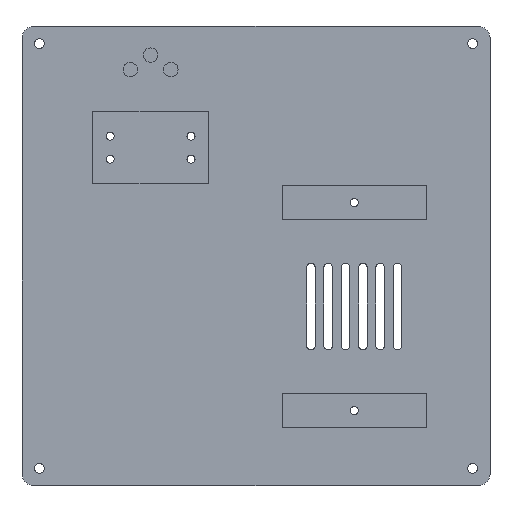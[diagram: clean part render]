
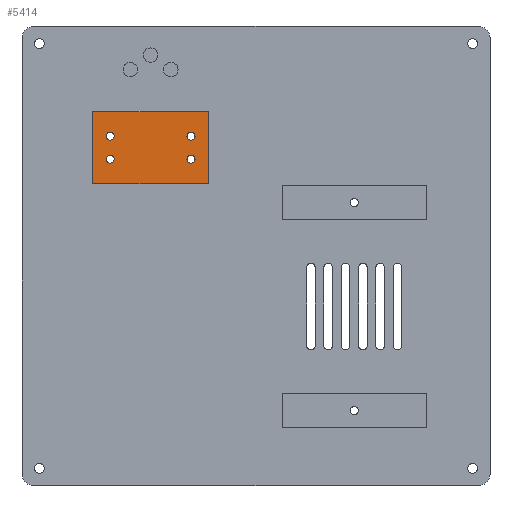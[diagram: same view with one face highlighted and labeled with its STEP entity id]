
A CAD part, top view. The second image highlights one B-rep face of the part: STEP entity #5414.
In plain terms, the highlighted planar face has unit normal (0, 0, 1).
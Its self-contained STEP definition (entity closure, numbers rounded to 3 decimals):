
#1348 = CYLINDRICAL_SURFACE('',#1349,1.4);
#1349 = AXIS2_PLACEMENT_3D('',#1350,#1351,#1352);
#1350 = CARTESIAN_POINT('',(-50.5,33.5,0.));
#1351 = DIRECTION('',(0.,0.,1.));
#1352 = DIRECTION('',(1.,0.,0.));
#1379 = CYLINDRICAL_SURFACE('',#1380,1.4);
#1380 = AXIS2_PLACEMENT_3D('',#1381,#1382,#1383);
#1381 = CARTESIAN_POINT('',(-22.5,33.5,0.));
#1382 = DIRECTION('',(0.,0.,1.));
#1383 = DIRECTION('',(1.,0.,0.));
#1410 = CYLINDRICAL_SURFACE('',#1411,1.4);
#1411 = AXIS2_PLACEMENT_3D('',#1412,#1413,#1414);
#1412 = CARTESIAN_POINT('',(-50.5,41.5,0.));
#1413 = DIRECTION('',(0.,0.,1.));
#1414 = DIRECTION('',(1.,0.,0.));
#1503 = CYLINDRICAL_SURFACE('',#1504,1.4);
#1504 = AXIS2_PLACEMENT_3D('',#1505,#1506,#1507);
#1505 = CARTESIAN_POINT('',(-22.5,41.5,0.));
#1506 = DIRECTION('',(0.,0.,1.));
#1507 = DIRECTION('',(1.,0.,0.));
#2549 = PLANE('',#2550);
#2550 = AXIS2_PLACEMENT_3D('',#2551,#2552,#2553);
#2551 = CARTESIAN_POINT('',(-56.5,25.,5.));
#2552 = DIRECTION('',(1.,0.,0.));
#2553 = DIRECTION('',(0.,0.,1.));
#2577 = PLANE('',#2578);
#2578 = AXIS2_PLACEMENT_3D('',#2579,#2580,#2581);
#2579 = CARTESIAN_POINT('',(-56.5,50.,5.));
#2580 = DIRECTION('',(0.,1.,0.));
#2581 = DIRECTION('',(0.,0.,1.));
#2605 = PLANE('',#2606);
#2606 = AXIS2_PLACEMENT_3D('',#2607,#2608,#2609);
#2607 = CARTESIAN_POINT('',(-16.5,25.,5.));
#2608 = DIRECTION('',(1.,0.,0.));
#2609 = DIRECTION('',(0.,0.,1.));
#2631 = PLANE('',#2632);
#2632 = AXIS2_PLACEMENT_3D('',#2633,#2634,#2635);
#2633 = CARTESIAN_POINT('',(-56.5,25.,5.));
#2634 = DIRECTION('',(0.,1.,0.));
#2635 = DIRECTION('',(0.,0.,1.));
#3953 = EDGE_CURVE('',#3954,#3954,#3956,.T.);
#3954 = VERTEX_POINT('',#3955);
#3955 = CARTESIAN_POINT('',(-49.1,33.5,10.));
#3956 = SURFACE_CURVE('',#3957,(#3962,#3969),.PCURVE_S1.);
#3957 = CIRCLE('',#3958,1.4);
#3958 = AXIS2_PLACEMENT_3D('',#3959,#3960,#3961);
#3959 = CARTESIAN_POINT('',(-50.5,33.5,10.));
#3960 = DIRECTION('',(0.,0.,1.));
#3961 = DIRECTION('',(1.,0.,-0.));
#3962 = PCURVE('',#1348,#3963);
#3963 = DEFINITIONAL_REPRESENTATION('',(#3964),#3968);
#3964 = LINE('',#3965,#3966);
#3965 = CARTESIAN_POINT('',(0.,10.));
#3966 = VECTOR('',#3967,1.);
#3967 = DIRECTION('',(1.,0.));
#3968 = ( GEOMETRIC_REPRESENTATION_CONTEXT(2) 
PARAMETRIC_REPRESENTATION_CONTEXT() REPRESENTATION_CONTEXT('2D SPACE',''
  ) );
#3969 = PCURVE('',#3970,#3975);
#3970 = PLANE('',#3971);
#3971 = AXIS2_PLACEMENT_3D('',#3972,#3973,#3974);
#3972 = CARTESIAN_POINT('',(-56.5,25.,10.));
#3973 = DIRECTION('',(0.,0.,1.));
#3974 = DIRECTION('',(1.,0.,0.));
#3975 = DEFINITIONAL_REPRESENTATION('',(#3976),#3980);
#3976 = CIRCLE('',#3977,1.4);
#3977 = AXIS2_PLACEMENT_2D('',#3978,#3979);
#3978 = CARTESIAN_POINT('',(6.,8.5));
#3979 = DIRECTION('',(1.,0.));
#3980 = ( GEOMETRIC_REPRESENTATION_CONTEXT(2) 
PARAMETRIC_REPRESENTATION_CONTEXT() REPRESENTATION_CONTEXT('2D SPACE',''
  ) );
#4008 = EDGE_CURVE('',#4009,#4009,#4011,.T.);
#4009 = VERTEX_POINT('',#4010);
#4010 = CARTESIAN_POINT('',(-21.1,33.5,10.));
#4011 = SURFACE_CURVE('',#4012,(#4017,#4024),.PCURVE_S1.);
#4012 = CIRCLE('',#4013,1.4);
#4013 = AXIS2_PLACEMENT_3D('',#4014,#4015,#4016);
#4014 = CARTESIAN_POINT('',(-22.5,33.5,10.));
#4015 = DIRECTION('',(0.,0.,1.));
#4016 = DIRECTION('',(1.,0.,-0.));
#4017 = PCURVE('',#1379,#4018);
#4018 = DEFINITIONAL_REPRESENTATION('',(#4019),#4023);
#4019 = LINE('',#4020,#4021);
#4020 = CARTESIAN_POINT('',(0.,10.));
#4021 = VECTOR('',#4022,1.);
#4022 = DIRECTION('',(1.,0.));
#4023 = ( GEOMETRIC_REPRESENTATION_CONTEXT(2) 
PARAMETRIC_REPRESENTATION_CONTEXT() REPRESENTATION_CONTEXT('2D SPACE',''
  ) );
#4024 = PCURVE('',#3970,#4025);
#4025 = DEFINITIONAL_REPRESENTATION('',(#4026),#4030);
#4026 = CIRCLE('',#4027,1.4);
#4027 = AXIS2_PLACEMENT_2D('',#4028,#4029);
#4028 = CARTESIAN_POINT('',(34.,8.5));
#4029 = DIRECTION('',(1.,0.));
#4030 = ( GEOMETRIC_REPRESENTATION_CONTEXT(2) 
PARAMETRIC_REPRESENTATION_CONTEXT() REPRESENTATION_CONTEXT('2D SPACE',''
  ) );
#4058 = EDGE_CURVE('',#4059,#4059,#4061,.T.);
#4059 = VERTEX_POINT('',#4060);
#4060 = CARTESIAN_POINT('',(-49.1,41.5,10.));
#4061 = SURFACE_CURVE('',#4062,(#4067,#4074),.PCURVE_S1.);
#4062 = CIRCLE('',#4063,1.4);
#4063 = AXIS2_PLACEMENT_3D('',#4064,#4065,#4066);
#4064 = CARTESIAN_POINT('',(-50.5,41.5,10.));
#4065 = DIRECTION('',(0.,0.,1.));
#4066 = DIRECTION('',(1.,0.,-0.));
#4067 = PCURVE('',#1410,#4068);
#4068 = DEFINITIONAL_REPRESENTATION('',(#4069),#4073);
#4069 = LINE('',#4070,#4071);
#4070 = CARTESIAN_POINT('',(0.,10.));
#4071 = VECTOR('',#4072,1.);
#4072 = DIRECTION('',(1.,0.));
#4073 = ( GEOMETRIC_REPRESENTATION_CONTEXT(2) 
PARAMETRIC_REPRESENTATION_CONTEXT() REPRESENTATION_CONTEXT('2D SPACE',''
  ) );
#4074 = PCURVE('',#3970,#4075);
#4075 = DEFINITIONAL_REPRESENTATION('',(#4076),#4080);
#4076 = CIRCLE('',#4077,1.4);
#4077 = AXIS2_PLACEMENT_2D('',#4078,#4079);
#4078 = CARTESIAN_POINT('',(6.,16.5));
#4079 = DIRECTION('',(1.,0.));
#4080 = ( GEOMETRIC_REPRESENTATION_CONTEXT(2) 
PARAMETRIC_REPRESENTATION_CONTEXT() REPRESENTATION_CONTEXT('2D SPACE',''
  ) );
#4218 = EDGE_CURVE('',#4219,#4219,#4221,.T.);
#4219 = VERTEX_POINT('',#4220);
#4220 = CARTESIAN_POINT('',(-21.1,41.5,10.));
#4221 = SURFACE_CURVE('',#4222,(#4227,#4234),.PCURVE_S1.);
#4222 = CIRCLE('',#4223,1.4);
#4223 = AXIS2_PLACEMENT_3D('',#4224,#4225,#4226);
#4224 = CARTESIAN_POINT('',(-22.5,41.5,10.));
#4225 = DIRECTION('',(0.,0.,1.));
#4226 = DIRECTION('',(1.,0.,-0.));
#4227 = PCURVE('',#1503,#4228);
#4228 = DEFINITIONAL_REPRESENTATION('',(#4229),#4233);
#4229 = LINE('',#4230,#4231);
#4230 = CARTESIAN_POINT('',(0.,10.));
#4231 = VECTOR('',#4232,1.);
#4232 = DIRECTION('',(1.,0.));
#4233 = ( GEOMETRIC_REPRESENTATION_CONTEXT(2) 
PARAMETRIC_REPRESENTATION_CONTEXT() REPRESENTATION_CONTEXT('2D SPACE',''
  ) );
#4234 = PCURVE('',#3970,#4235);
#4235 = DEFINITIONAL_REPRESENTATION('',(#4236),#4240);
#4236 = CIRCLE('',#4237,1.4);
#4237 = AXIS2_PLACEMENT_2D('',#4238,#4239);
#4238 = CARTESIAN_POINT('',(34.,16.5));
#4239 = DIRECTION('',(1.,0.));
#4240 = ( GEOMETRIC_REPRESENTATION_CONTEXT(2) 
PARAMETRIC_REPRESENTATION_CONTEXT() REPRESENTATION_CONTEXT('2D SPACE',''
  ) );
#4730 = VERTEX_POINT('',#4731);
#4731 = CARTESIAN_POINT('',(-56.5,25.,10.));
#4754 = VERTEX_POINT('',#4755);
#4755 = CARTESIAN_POINT('',(-56.5,50.,10.));
#4776 = EDGE_CURVE('',#4730,#4754,#4777,.T.);
#4777 = SURFACE_CURVE('',#4778,(#4782,#4789),.PCURVE_S1.);
#4778 = LINE('',#4779,#4780);
#4779 = CARTESIAN_POINT('',(-56.5,25.,10.));
#4780 = VECTOR('',#4781,1.);
#4781 = DIRECTION('',(0.,1.,0.));
#4782 = PCURVE('',#2549,#4783);
#4783 = DEFINITIONAL_REPRESENTATION('',(#4784),#4788);
#4784 = LINE('',#4785,#4786);
#4785 = CARTESIAN_POINT('',(5.,0.));
#4786 = VECTOR('',#4787,1.);
#4787 = DIRECTION('',(0.,-1.));
#4788 = ( GEOMETRIC_REPRESENTATION_CONTEXT(2) 
PARAMETRIC_REPRESENTATION_CONTEXT() REPRESENTATION_CONTEXT('2D SPACE',''
  ) );
#4789 = PCURVE('',#3970,#4790);
#4790 = DEFINITIONAL_REPRESENTATION('',(#4791),#4795);
#4791 = LINE('',#4792,#4793);
#4792 = CARTESIAN_POINT('',(0.,0.));
#4793 = VECTOR('',#4794,1.);
#4794 = DIRECTION('',(0.,1.));
#4795 = ( GEOMETRIC_REPRESENTATION_CONTEXT(2) 
PARAMETRIC_REPRESENTATION_CONTEXT() REPRESENTATION_CONTEXT('2D SPACE',''
  ) );
#4802 = EDGE_CURVE('',#4754,#4803,#4805,.T.);
#4803 = VERTEX_POINT('',#4804);
#4804 = CARTESIAN_POINT('',(-16.5,50.,10.));
#4805 = SURFACE_CURVE('',#4806,(#4810,#4817),.PCURVE_S1.);
#4806 = LINE('',#4807,#4808);
#4807 = CARTESIAN_POINT('',(-56.5,50.,10.));
#4808 = VECTOR('',#4809,1.);
#4809 = DIRECTION('',(1.,0.,0.));
#4810 = PCURVE('',#2577,#4811);
#4811 = DEFINITIONAL_REPRESENTATION('',(#4812),#4816);
#4812 = LINE('',#4813,#4814);
#4813 = CARTESIAN_POINT('',(5.,0.));
#4814 = VECTOR('',#4815,1.);
#4815 = DIRECTION('',(0.,1.));
#4816 = ( GEOMETRIC_REPRESENTATION_CONTEXT(2) 
PARAMETRIC_REPRESENTATION_CONTEXT() REPRESENTATION_CONTEXT('2D SPACE',''
  ) );
#4817 = PCURVE('',#3970,#4818);
#4818 = DEFINITIONAL_REPRESENTATION('',(#4819),#4823);
#4819 = LINE('',#4820,#4821);
#4820 = CARTESIAN_POINT('',(0.,25.));
#4821 = VECTOR('',#4822,1.);
#4822 = DIRECTION('',(1.,0.));
#4823 = ( GEOMETRIC_REPRESENTATION_CONTEXT(2) 
PARAMETRIC_REPRESENTATION_CONTEXT() REPRESENTATION_CONTEXT('2D SPACE',''
  ) );
#4851 = EDGE_CURVE('',#4730,#4852,#4854,.T.);
#4852 = VERTEX_POINT('',#4853);
#4853 = CARTESIAN_POINT('',(-16.5,25.,10.));
#4854 = SURFACE_CURVE('',#4855,(#4859,#4866),.PCURVE_S1.);
#4855 = LINE('',#4856,#4857);
#4856 = CARTESIAN_POINT('',(-56.5,25.,10.));
#4857 = VECTOR('',#4858,1.);
#4858 = DIRECTION('',(1.,0.,0.));
#4859 = PCURVE('',#2631,#4860);
#4860 = DEFINITIONAL_REPRESENTATION('',(#4861),#4865);
#4861 = LINE('',#4862,#4863);
#4862 = CARTESIAN_POINT('',(5.,0.));
#4863 = VECTOR('',#4864,1.);
#4864 = DIRECTION('',(0.,1.));
#4865 = ( GEOMETRIC_REPRESENTATION_CONTEXT(2) 
PARAMETRIC_REPRESENTATION_CONTEXT() REPRESENTATION_CONTEXT('2D SPACE',''
  ) );
#4866 = PCURVE('',#3970,#4867);
#4867 = DEFINITIONAL_REPRESENTATION('',(#4868),#4872);
#4868 = LINE('',#4869,#4870);
#4869 = CARTESIAN_POINT('',(0.,0.));
#4870 = VECTOR('',#4871,1.);
#4871 = DIRECTION('',(1.,0.));
#4872 = ( GEOMETRIC_REPRESENTATION_CONTEXT(2) 
PARAMETRIC_REPRESENTATION_CONTEXT() REPRESENTATION_CONTEXT('2D SPACE',''
  ) );
#4901 = EDGE_CURVE('',#4852,#4803,#4902,.T.);
#4902 = SURFACE_CURVE('',#4903,(#4907,#4914),.PCURVE_S1.);
#4903 = LINE('',#4904,#4905);
#4904 = CARTESIAN_POINT('',(-16.5,25.,10.));
#4905 = VECTOR('',#4906,1.);
#4906 = DIRECTION('',(0.,1.,0.));
#4907 = PCURVE('',#2605,#4908);
#4908 = DEFINITIONAL_REPRESENTATION('',(#4909),#4913);
#4909 = LINE('',#4910,#4911);
#4910 = CARTESIAN_POINT('',(5.,0.));
#4911 = VECTOR('',#4912,1.);
#4912 = DIRECTION('',(0.,-1.));
#4913 = ( GEOMETRIC_REPRESENTATION_CONTEXT(2) 
PARAMETRIC_REPRESENTATION_CONTEXT() REPRESENTATION_CONTEXT('2D SPACE',''
  ) );
#4914 = PCURVE('',#3970,#4915);
#4915 = DEFINITIONAL_REPRESENTATION('',(#4916),#4920);
#4916 = LINE('',#4917,#4918);
#4917 = CARTESIAN_POINT('',(40.,0.));
#4918 = VECTOR('',#4919,1.);
#4919 = DIRECTION('',(0.,1.));
#4920 = ( GEOMETRIC_REPRESENTATION_CONTEXT(2) 
PARAMETRIC_REPRESENTATION_CONTEXT() REPRESENTATION_CONTEXT('2D SPACE',''
  ) );
#5414 = ADVANCED_FACE('',(#5415,#5421,#5424,#5427,#5430),#3970,.T.);
#5415 = FACE_BOUND('',#5416,.T.);
#5416 = EDGE_LOOP('',(#5417,#5418,#5419,#5420));
#5417 = ORIENTED_EDGE('',*,*,#4776,.F.);
#5418 = ORIENTED_EDGE('',*,*,#4851,.T.);
#5419 = ORIENTED_EDGE('',*,*,#4901,.T.);
#5420 = ORIENTED_EDGE('',*,*,#4802,.F.);
#5421 = FACE_BOUND('',#5422,.T.);
#5422 = EDGE_LOOP('',(#5423));
#5423 = ORIENTED_EDGE('',*,*,#3953,.F.);
#5424 = FACE_BOUND('',#5425,.T.);
#5425 = EDGE_LOOP('',(#5426));
#5426 = ORIENTED_EDGE('',*,*,#4008,.F.);
#5427 = FACE_BOUND('',#5428,.T.);
#5428 = EDGE_LOOP('',(#5429));
#5429 = ORIENTED_EDGE('',*,*,#4058,.F.);
#5430 = FACE_BOUND('',#5431,.T.);
#5431 = EDGE_LOOP('',(#5432));
#5432 = ORIENTED_EDGE('',*,*,#4218,.F.);
